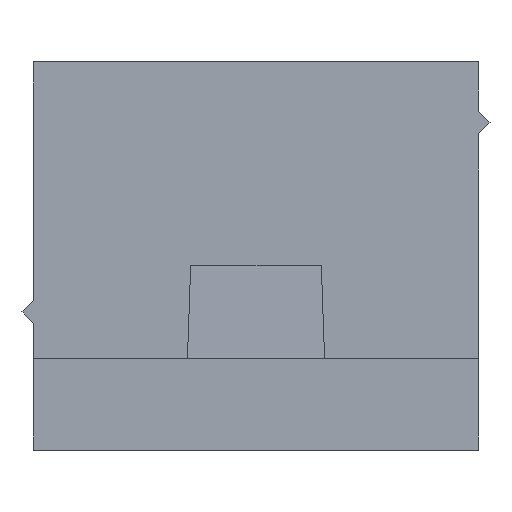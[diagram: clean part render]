
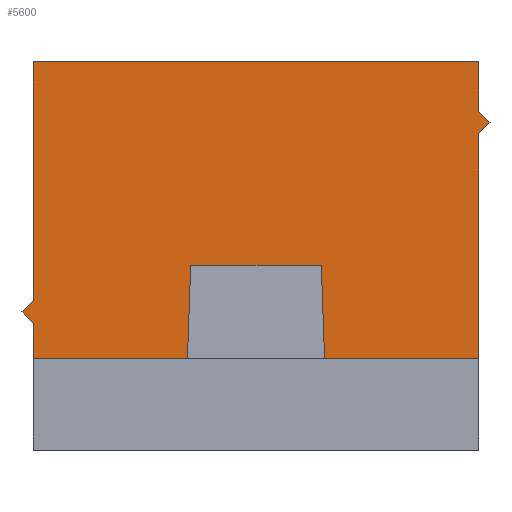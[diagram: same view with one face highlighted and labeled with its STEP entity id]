
A CAD part, left-side view. The second image highlights one B-rep face of the part: STEP entity #5600.
In plain terms, the highlighted face is planar.
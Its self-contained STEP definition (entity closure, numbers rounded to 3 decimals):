
#480=CARTESIAN_POINT('',(-56.15,19.,
2.));
#490=VERTEX_POINT('',#480);
#520=CARTESIAN_POINT('',(-56.15,19.,
0.));
#530=DIRECTION('',(0.,0.,-1.));
#540=VECTOR('',#530,1.);
#550=LINE('',#520,#540);
#560=CARTESIAN_POINT('',(-56.15,19.,
11.85));
#570=VERTEX_POINT('',#560);
#580=EDGE_CURVE('',#570,#490,#550,.T.);
#970=CARTESIAN_POINT('',(0.578,19.,
-32.678));
#980=DIRECTION('',(0.707,0.,
-0.707));
#990=VECTOR('',#980,1.);
#1000=LINE('',#970,#990);
#1010=CARTESIAN_POINT('',(-36.65,19.,
4.55));
#1020=VERTEX_POINT('',#1010);
#1030=CARTESIAN_POINT('',(-36.15,19.,
4.05));
#1040=VERTEX_POINT('',#1030);
#1050=EDGE_CURVE('',#1020,#1040,#1000,.T.);
#3380=CARTESIAN_POINT('',(-36.65,19.,
2.));
#3390=VERTEX_POINT('',#3380);
#3420=CARTESIAN_POINT('',(1.078,19.,
2.));
#3430=DIRECTION('',(1.,0.,0.));
#3440=VECTOR('',#3430,1.);
#3450=LINE('',#3420,#3440);
#3460=CARTESIAN_POINT('',(-44.897,19.,
2.));
#3470=VERTEX_POINT('',#3460);
#3480=EDGE_CURVE('',#3470,#3390,#3450,.T.);
#4020=CARTESIAN_POINT('',(-47.903,19.,
2.));
#4030=VERTEX_POINT('',#4020);
#4060=CARTESIAN_POINT('',(1.078,19.,
2.));
#4070=DIRECTION('',(1.,0.,0.));
#4080=VECTOR('',#4070,1.);
#4090=LINE('',#4060,#4080);
#4100=EDGE_CURVE('',#490,#4030,#4090,.T.);
#4420=CARTESIAN_POINT('',(1.078,19.,15.));
#4430=DIRECTION('',(1.,0.,0.));
#4440=VECTOR('',#4430,1.);
#4450=LINE('',#4420,#4440);
#4460=CARTESIAN_POINT('',(-56.15,19.,15.));
#4470=VERTEX_POINT('',#4460);
#4480=CARTESIAN_POINT('',(-36.65,19.,15.));
#4490=VERTEX_POINT('',#4480);
#4500=EDGE_CURVE('',#4470,#4490,#4450,.T.);
#4840=CARTESIAN_POINT('',(-46.4,19.,
5.75));
#4850=DIRECTION('',(0.,-1.,0.));
#4860=DIRECTION('',(1.,0.,0.));
#4870=AXIS2_PLACEMENT_3D('',#4840,#4850,#4860);
#4880=PLANE('',#4870);
#4890=ORIENTED_EDGE('',*,*,#4500,.T.);
#4900=CARTESIAN_POINT('',(-56.15,19.,
0.));
#4910=DIRECTION('',(0.,0.,-1.));
#4920=VECTOR('',#4910,1.);
#4930=LINE('',#4900,#4920);
#4940=CARTESIAN_POINT('',(-56.15,19.,
12.85));
#4950=VERTEX_POINT('',#4940);
#4960=EDGE_CURVE('',#4470,#4950,#4930,.T.);
#4970=ORIENTED_EDGE('',*,*,#4960,.F.);
#4980=CARTESIAN_POINT('',(1.078,19.,
70.078));
#4990=DIRECTION('',(0.707,0.,
0.707));
#5000=VECTOR('',#4990,1.);
#5010=LINE('',#4980,#5000);
#5020=CARTESIAN_POINT('',(-56.65,19.,
12.35));
#5030=VERTEX_POINT('',#5020);
#5040=EDGE_CURVE('',#5030,#4950,#5010,.T.);
#5050=ORIENTED_EDGE('',*,*,#5040,.T.);
#5060=CARTESIAN_POINT('',(-44.3,19.,
0.));
#5070=DIRECTION('',(-0.707,0.,
0.707));
#5080=VECTOR('',#5070,1.);
#5090=LINE('',#5060,#5080);
#5100=EDGE_CURVE('',#570,#5030,#5090,.T.);
#5110=ORIENTED_EDGE('',*,*,#5100,.T.);
#5120=ORIENTED_EDGE('',*,*,#580,.F.);
#5130=ORIENTED_EDGE('',*,*,#4100,.F.);
#5140=CARTESIAN_POINT('',(-47.973,19.,
0.));
#5150=DIRECTION('',(0.035,0.,
0.999));
#5160=VECTOR('',#5150,1.);
#5170=LINE('',#5140,#5160);
#5180=CARTESIAN_POINT('',(-47.76,19.,
6.1));
#5190=VERTEX_POINT('',#5180);
#5200=EDGE_CURVE('',#4030,#5190,#5170,.T.);
#5210=ORIENTED_EDGE('',*,*,#5200,.F.);
#5220=CARTESIAN_POINT('',(1.078,19.,
6.1));
#5230=DIRECTION('',(-1.,0.,0.));
#5240=VECTOR('',#5230,1.);
#5250=LINE('',#5220,#5240);
#5260=CARTESIAN_POINT('',(-45.04,19.,
6.1));
#5270=VERTEX_POINT('',#5260);
#5280=EDGE_CURVE('',#5270,#5190,#5250,.T.);
#5290=ORIENTED_EDGE('',*,*,#5280,.T.);
#5300=CARTESIAN_POINT('',(-44.827,19.,
0.));
#5310=DIRECTION('',(0.035,0.,
-0.999));
#5320=VECTOR('',#5310,1.);
#5330=LINE('',#5300,#5320);
#5340=EDGE_CURVE('',#5270,#3470,#5330,.T.);
#5350=ORIENTED_EDGE('',*,*,#5340,.F.);
#5360=ORIENTED_EDGE('',*,*,#3480,.F.);
#5370=CARTESIAN_POINT('',(-36.65,19.,
0.));
#5380=DIRECTION('',(0.,0.,1.));
#5390=VECTOR('',#5380,1.);
#5400=LINE('',#5370,#5390);
#5410=CARTESIAN_POINT('',(-36.65,19.,
3.55));
#5420=VERTEX_POINT('',#5410);
#5430=EDGE_CURVE('',#3390,#5420,#5400,.T.);
#5440=ORIENTED_EDGE('',*,*,#5430,.F.);
#5450=CARTESIAN_POINT('',(0.578,19.,
40.778));
#5460=DIRECTION('',(-0.707,0.,
-0.707));
#5470=VECTOR('',#5460,1.);
#5480=LINE('',#5450,#5470);
#5490=EDGE_CURVE('',#1040,#5420,#5480,.T.);
#5500=ORIENTED_EDGE('',*,*,#5490,.T.);
#5510=ORIENTED_EDGE('',*,*,#1050,.T.);
#5520=CARTESIAN_POINT('',(-36.65,19.,
0.));
#5530=DIRECTION('',(0.,0.,1.));
#5540=VECTOR('',#5530,1.);
#5550=LINE('',#5520,#5540);
#5560=EDGE_CURVE('',#1020,#4490,#5550,.T.);
#5570=ORIENTED_EDGE('',*,*,#5560,.F.);
#5580=EDGE_LOOP('',(#5570,#5510,#5500,#5440,#5360,#5350,#5290,#5210,
#5130,#5120,#5110,#5050,#4970,#4890));
#5590=FACE_OUTER_BOUND('',#5580,.T.);
#5600=ADVANCED_FACE('',(#5590),#4880,.F.);
